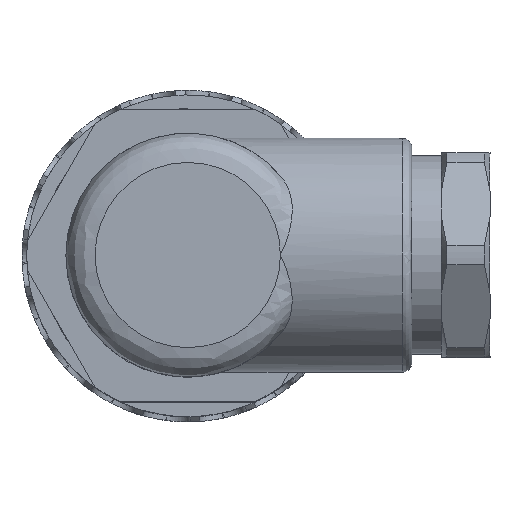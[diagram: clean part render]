
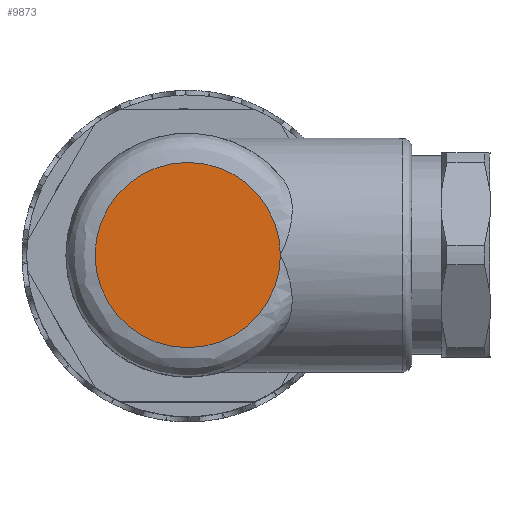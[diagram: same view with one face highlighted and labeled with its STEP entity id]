
A CAD part, top view. The second image highlights one B-rep face of the part: STEP entity #9873.
In plain terms, the highlighted planar face has unit normal (0, 0, 1).
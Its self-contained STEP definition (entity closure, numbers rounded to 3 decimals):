
#8490=PLANE('',#32509);
#9873=ADVANCED_FACE('',(#11521),#8490,.T.);
#11521=FACE_OUTER_BOUND('',#13066,.T.);
#13066=EDGE_LOOP('',(#23434,#23435));
#23434=ORIENTED_EDGE('',*,*,#29397,.T.);
#23435=ORIENTED_EDGE('',*,*,#29398,.T.);
#25892=VERTEX_POINT('',#51744);
#25893=VERTEX_POINT('',#51745);
#29397=EDGE_CURVE('',#25892,#25893,#30204,.T.);
#29398=EDGE_CURVE('',#25893,#25892,#30205,.T.);
#30204=CIRCLE('',#32507,9.5);
#30205=CIRCLE('',#32508,9.5);
#32507=AXIS2_PLACEMENT_3D('',#51743,#38866,#38867);
#32508=AXIS2_PLACEMENT_3D('',#51746,#38868,#38869);
#32509=AXIS2_PLACEMENT_3D('',#51747,#38870,#38871);
#38866=DIRECTION('',(0.,0.,1.));
#38867=DIRECTION('',(-1.,0.,0.));
#38868=DIRECTION('',(0.,0.,1.));
#38869=DIRECTION('',(1.,0.,0.));
#38870=DIRECTION('',(0.,0.,1.));
#38871=DIRECTION('',(-1.,0.,0.));
#51743=CARTESIAN_POINT('',(0.,0.,77.2));
#51744=CARTESIAN_POINT('',(-9.5,0.,77.2));
#51745=CARTESIAN_POINT('',(9.5,0.,77.2));
#51746=CARTESIAN_POINT('',(0.,0.,77.2));
#51747=CARTESIAN_POINT('',(9.925,13.75,77.2));
